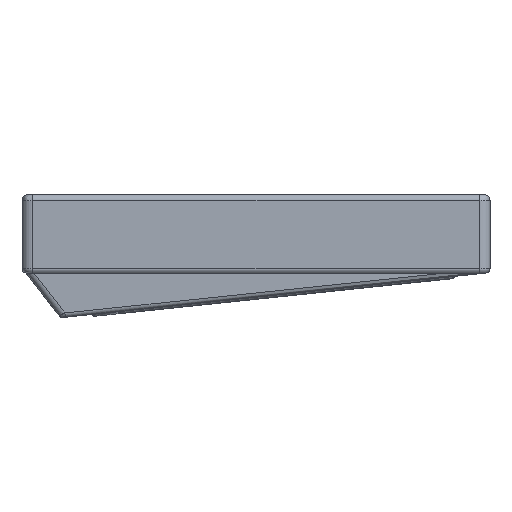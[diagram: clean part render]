
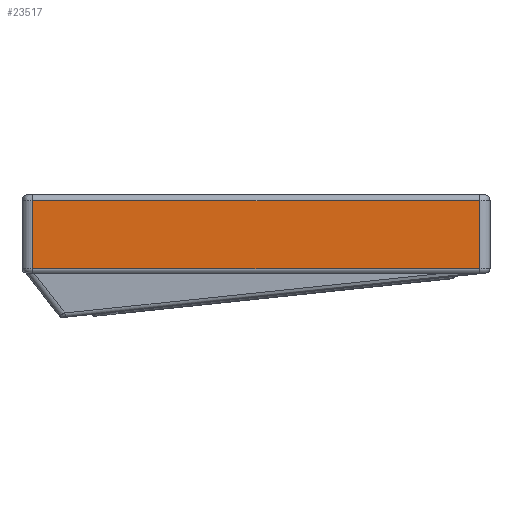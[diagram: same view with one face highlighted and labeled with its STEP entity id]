
A CAD part, left-side view. The second image highlights one B-rep face of the part: STEP entity #23517.
In plain terms, the highlighted planar face has unit normal (-1, 0, 0).
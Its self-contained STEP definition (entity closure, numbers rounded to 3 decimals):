
#3180=FACE_OUTER_BOUND('',#4622,.T.);
#4622=EDGE_LOOP('',(#21139,#21140,#21141,#21142));
#6839=LINE('',#40077,#9072);
#6840=LINE('',#40079,#9073);
#6841=LINE('',#40081,#9074);
#6842=LINE('',#40082,#9075);
#9072=VECTOR('',#32267,10.);
#9073=VECTOR('',#32268,10.);
#9074=VECTOR('',#32269,10.);
#9075=VECTOR('',#32270,10.);
#11366=VERTEX_POINT('',#40075);
#11367=VERTEX_POINT('',#40076);
#11368=VERTEX_POINT('',#40078);
#11369=VERTEX_POINT('',#40080);
#14669=EDGE_CURVE('',#11366,#11367,#6839,.T.);
#14670=EDGE_CURVE('',#11368,#11366,#6840,.T.);
#14671=EDGE_CURVE('',#11369,#11368,#6841,.T.);
#14672=EDGE_CURVE('',#11367,#11369,#6842,.T.);
#21139=ORIENTED_EDGE('',*,*,#14669,.F.);
#21140=ORIENTED_EDGE('',*,*,#14670,.F.);
#21141=ORIENTED_EDGE('',*,*,#14671,.F.);
#21142=ORIENTED_EDGE('',*,*,#14672,.F.);
#22426=PLANE('',#25771);
#23517=ADVANCED_FACE('',(#3180),#22426,.F.);
#25771=AXIS2_PLACEMENT_3D('',#40074,#32265,#32266);
#32265=DIRECTION('center_axis',(1.,0.,0.));
#32266=DIRECTION('ref_axis',(0.,-1.,0.));
#32267=DIRECTION('',(0.,1.,0.));
#32268=DIRECTION('',(0.,0.,-1.));
#32269=DIRECTION('',(0.,-1.,0.));
#32270=DIRECTION('',(0.,0.,1.));
#40074=CARTESIAN_POINT('Origin',(-5.189,104.829,7.727));
#40075=CARTESIAN_POINT('',(-5.189,-5.171,-10.273));
#40076=CARTESIAN_POINT('',(-5.189,100.629,-10.273));
#40077=CARTESIAN_POINT('',(-5.189,71.863,-10.273));
#40078=CARTESIAN_POINT('',(-5.189,-5.171,5.827));
#40079=CARTESIAN_POINT('',(-5.189,-5.171,7.727));
#40080=CARTESIAN_POINT('',(-5.189,100.629,5.827));
#40081=CARTESIAN_POINT('',(-5.189,76.279,5.827));
#40082=CARTESIAN_POINT('',(-5.189,100.629,7.727));
